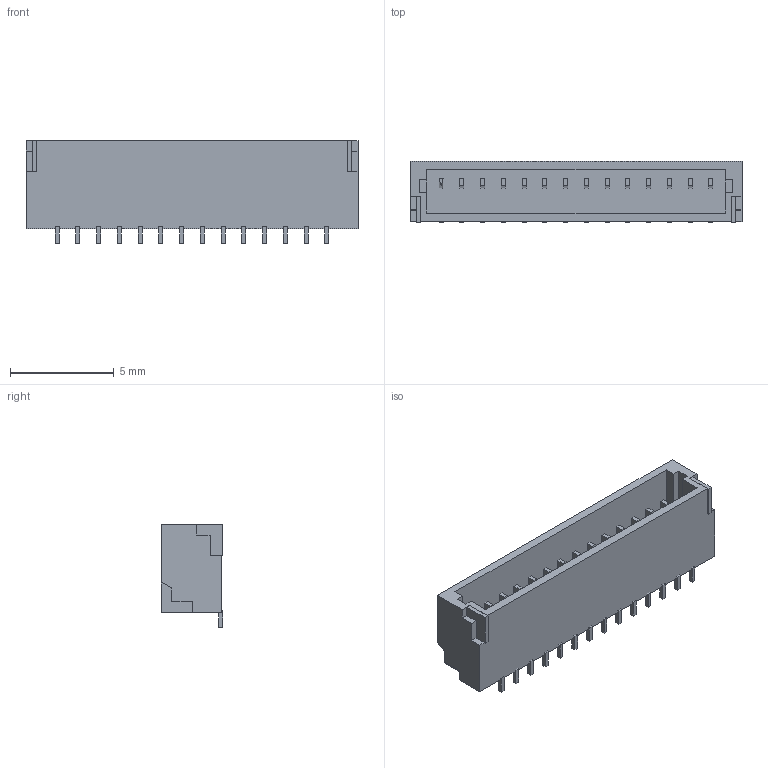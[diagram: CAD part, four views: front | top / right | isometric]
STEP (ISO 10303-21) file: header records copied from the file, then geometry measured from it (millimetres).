
FILE_DESCRIPTION (( 'STEP AP214' ), '1' );
FILE_NAME ('JST_SH_SM14B-SRSS-TB.STEP', '2021-01-14T14:16:47+00:00', 'Stefan Hamminga', '', '', '', '');
FILE_SCHEMA (( 'AUTOMOTIVE_DESIGN' ));
Length unit declared in the file: millimetre
Products named in the file (1): JST_SH_SM14B-SRSS-TB
Bounding box: 16 x 2.96 x 4.95 mm (x, y, z)
Volume: 109.1 mm3; surface area: 453.7 mm2
Topology: 16 solids, 17 shells, 251 faces, 648 edges, 431 vertices
Faces by surface type: plane 251
Entity records: 9750 total; most frequent: CARTESIAN_POINT 1332, ORIENTED_EDGE 1296, DIRECTION 1152, LINE 648, EDGE_CURVE 648, VECTOR 648, VERTEX_POINT 432, EDGE_LOOP 252
